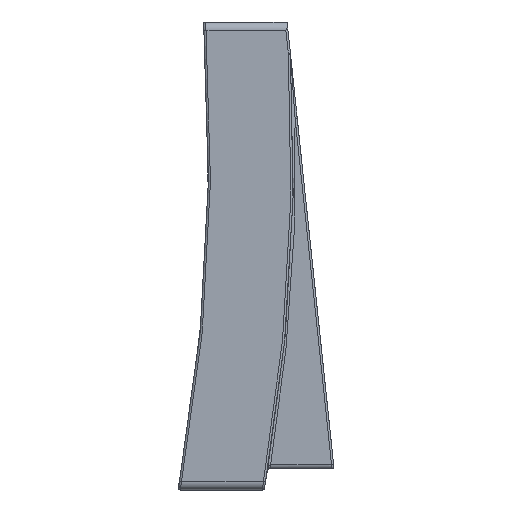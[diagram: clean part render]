
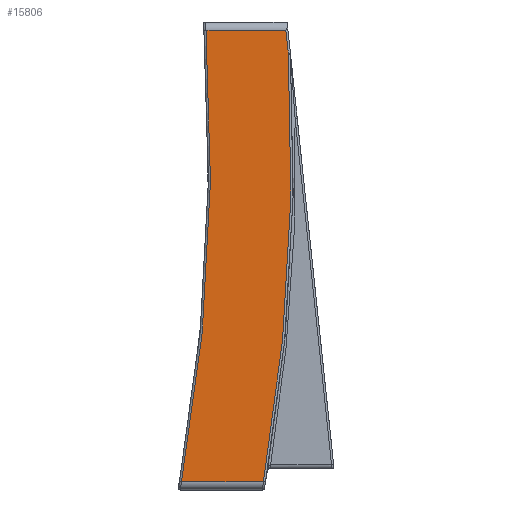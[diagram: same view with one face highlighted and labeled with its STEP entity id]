
A CAD part, left-side view. The second image highlights one B-rep face of the part: STEP entity #15806.
In plain terms, the highlighted planar face has unit normal (-1, 0, 0).
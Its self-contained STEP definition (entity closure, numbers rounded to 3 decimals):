
#456=CIRCLE('',#16335,442.36);
#457=CIRCLE('',#16340,423.36);
#863=PLANE('',#16339);
#1739=FACE_OUTER_BOUND('',#2882,.T.);
#2882=EDGE_LOOP('',(#13723,#13724,#13725,#13726,#13727));
#3660=LINE('',#30326,#4544);
#3742=LINE('',#30918,#4626);
#3743=LINE('',#30926,#4627);
#4544=VECTOR('',#17721,0.5);
#4626=VECTOR('',#18067,10.);
#4627=VECTOR('',#18070,10.);
#7146=VERTEX_POINT('',#30306);
#7148=VERTEX_POINT('',#30319);
#7275=VERTEX_POINT('',#30895);
#7278=VERTEX_POINT('',#30917);
#7279=VERTEX_POINT('',#30925);
#9283=EDGE_CURVE('',#7148,#7146,#3660,.T.);
#9457=EDGE_CURVE('',#7146,#7275,#456,.T.);
#9462=EDGE_CURVE('',#7275,#7278,#3742,.T.);
#9464=EDGE_CURVE('',#7279,#7148,#3743,.T.);
#9465=EDGE_CURVE('',#7278,#7279,#457,.T.);
#13723=ORIENTED_EDGE('',*,*,#9283,.F.);
#13724=ORIENTED_EDGE('',*,*,#9464,.F.);
#13725=ORIENTED_EDGE('',*,*,#9465,.F.);
#13726=ORIENTED_EDGE('',*,*,#9462,.F.);
#13727=ORIENTED_EDGE('',*,*,#9457,.F.);
#15806=ADVANCED_FACE('',(#1739),#863,.T.);
#16335=AXIS2_PLACEMENT_3D('',#30903,#18056,#18057);
#16339=AXIS2_PLACEMENT_3D('',#30924,#18068,#18069);
#16340=AXIS2_PLACEMENT_3D('',#30927,#18071,#18072);
#17721=DIRECTION('',(0.,-0.105,-0.995));
#18056=DIRECTION('center_axis',(1.,0.,0.));
#18057=DIRECTION('ref_axis',(0.,-0.998,-0.058));
#18067=DIRECTION('',(0.,1.,0.));
#18068=DIRECTION('center_axis',(-1.,0.,0.));
#18069=DIRECTION('ref_axis',(0.,0.,1.));
#18070=DIRECTION('',(0.,-1.,0.));
#18071=DIRECTION('center_axis',(-1.,0.,0.));
#18072=DIRECTION('ref_axis',(0.,-0.999,-0.054));
#30306=CARTESIAN_POINT('',(-150.85,-1.109,47.548));
#30319=CARTESIAN_POINT('',(-150.85,-0.525,53.1));
#30326=CARTESIAN_POINT('',(-150.85,-11.903,-55.152));
#30895=CARTESIAN_POINT('',(-150.85,4.753,-53.1));
#30903=CARTESIAN_POINT('Origin',(-150.85,440.557,22.774));
#30917=CARTESIAN_POINT('',(-150.85,24.052,-53.1));
#30918=CARTESIAN_POINT('',(-150.85,5.657,-53.1));
#30924=CARTESIAN_POINT('Origin',(-150.85,11.313,0.));
#30925=CARTESIAN_POINT('',(-150.85,18.285,53.1));
#30926=CARTESIAN_POINT('',(-150.85,5.657,53.1));
#30927=CARTESIAN_POINT('Origin',(-150.85,440.557,22.774));
